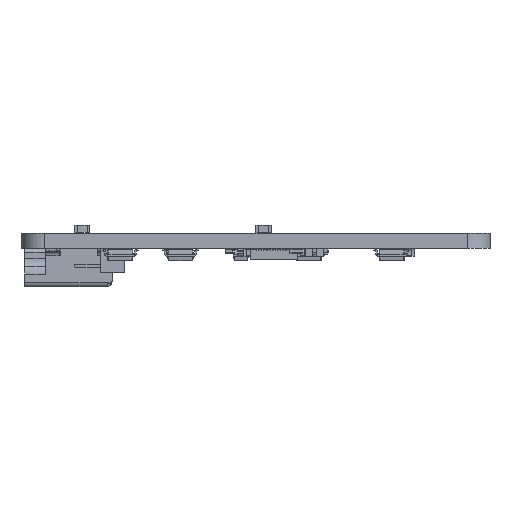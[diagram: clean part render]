
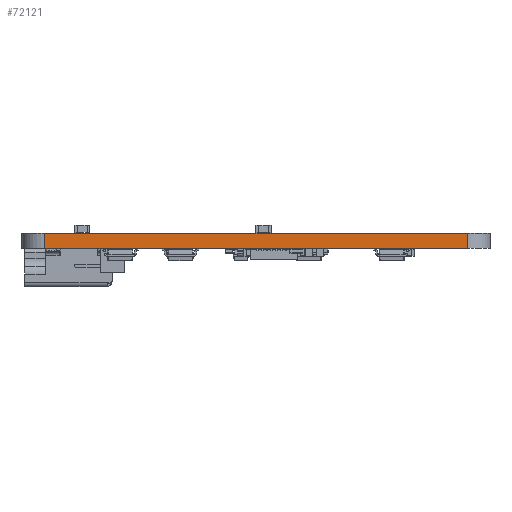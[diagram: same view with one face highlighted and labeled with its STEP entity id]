
A CAD part, left-side view. The second image highlights one B-rep face of the part: STEP entity #72121.
In plain terms, the highlighted planar face has unit normal (-1, 0, 0).
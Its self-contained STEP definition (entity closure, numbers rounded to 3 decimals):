
#69397 = PLANE('',#69398);
#69398 = AXIS2_PLACEMENT_3D('',#69399,#69400,#69401);
#69399 = CARTESIAN_POINT('',(134.017,-99.727,1.6));
#69400 = DIRECTION('',(0.,0.,1.));
#69401 = DIRECTION('',(1.,0.,-0.));
#69452 = PLANE('',#69453);
#69453 = AXIS2_PLACEMENT_3D('',#69454,#69455,#69456);
#69454 = CARTESIAN_POINT('',(134.017,-99.727,0.));
#69455 = DIRECTION('',(0.,0.,1.));
#69456 = DIRECTION('',(1.,0.,-0.));
#69583 = CYLINDRICAL_SURFACE('',#69584,2.381);
#69584 = AXIS2_PLACEMENT_3D('',#69585,#69586,#69587);
#69585 = CARTESIAN_POINT('',(102.267,-77.502,0.));
#69586 = DIRECTION('',(-0.,-0.,-1.));
#69587 = DIRECTION('',(1.,0.,-0.));
#69622 = VERTEX_POINT('',#69623);
#69623 = CARTESIAN_POINT('',(99.886,-77.502,0.));
#69645 = EDGE_CURVE('',#69622,#69646,#69648,.T.);
#69646 = VERTEX_POINT('',#69647);
#69647 = CARTESIAN_POINT('',(99.886,-121.952,0.));
#69648 = SURFACE_CURVE('',#69649,(#69653,#69660),.PCURVE_S1.);
#69649 = LINE('',#69650,#69651);
#69650 = CARTESIAN_POINT('',(99.886,-77.502,0.));
#69651 = VECTOR('',#69652,1.);
#69652 = DIRECTION('',(0.,-1.,0.));
#69653 = PCURVE('',#69452,#69654);
#69654 = DEFINITIONAL_REPRESENTATION('',(#69655),#69659);
#69655 = LINE('',#69656,#69657);
#69656 = CARTESIAN_POINT('',(-34.131,22.225));
#69657 = VECTOR('',#69658,1.);
#69658 = DIRECTION('',(0.,-1.));
#69659 = ( GEOMETRIC_REPRESENTATION_CONTEXT(2) 
PARAMETRIC_REPRESENTATION_CONTEXT() REPRESENTATION_CONTEXT('2D SPACE',''
  ) );
#69660 = PCURVE('',#69661,#69666);
#69661 = PLANE('',#69662);
#69662 = AXIS2_PLACEMENT_3D('',#69663,#69664,#69665);
#69663 = CARTESIAN_POINT('',(99.886,-77.502,0.));
#69664 = DIRECTION('',(1.,0.,0.));
#69665 = DIRECTION('',(0.,-1.,0.));
#69666 = DEFINITIONAL_REPRESENTATION('',(#69667),#69671);
#69667 = LINE('',#69668,#69669);
#69668 = CARTESIAN_POINT('',(0.,0.));
#69669 = VECTOR('',#69670,1.);
#69670 = DIRECTION('',(1.,0.));
#69671 = ( GEOMETRIC_REPRESENTATION_CONTEXT(2) 
PARAMETRIC_REPRESENTATION_CONTEXT() REPRESENTATION_CONTEXT('2D SPACE',''
  ) );
#69690 = CYLINDRICAL_SURFACE('',#69691,2.381);
#69691 = AXIS2_PLACEMENT_3D('',#69692,#69693,#69694);
#69692 = CARTESIAN_POINT('',(102.267,-121.952,0.));
#69693 = DIRECTION('',(-0.,-0.,-1.));
#69694 = DIRECTION('',(1.,0.,-0.));
#70937 = VERTEX_POINT('',#70938);
#70938 = CARTESIAN_POINT('',(99.886,-77.502,1.6));
#70960 = EDGE_CURVE('',#70937,#70961,#70963,.T.);
#70961 = VERTEX_POINT('',#70962);
#70962 = CARTESIAN_POINT('',(99.886,-121.952,1.6));
#70963 = SURFACE_CURVE('',#70964,(#70968,#70975),.PCURVE_S1.);
#70964 = LINE('',#70965,#70966);
#70965 = CARTESIAN_POINT('',(99.886,-77.502,1.6));
#70966 = VECTOR('',#70967,1.);
#70967 = DIRECTION('',(0.,-1.,0.));
#70968 = PCURVE('',#69397,#70969);
#70969 = DEFINITIONAL_REPRESENTATION('',(#70970),#70974);
#70970 = LINE('',#70971,#70972);
#70971 = CARTESIAN_POINT('',(-34.131,22.225));
#70972 = VECTOR('',#70973,1.);
#70973 = DIRECTION('',(0.,-1.));
#70974 = ( GEOMETRIC_REPRESENTATION_CONTEXT(2) 
PARAMETRIC_REPRESENTATION_CONTEXT() REPRESENTATION_CONTEXT('2D SPACE',''
  ) );
#70975 = PCURVE('',#69661,#70976);
#70976 = DEFINITIONAL_REPRESENTATION('',(#70977),#70981);
#70977 = LINE('',#70978,#70979);
#70978 = CARTESIAN_POINT('',(0.,-1.6));
#70979 = VECTOR('',#70980,1.);
#70980 = DIRECTION('',(1.,0.));
#70981 = ( GEOMETRIC_REPRESENTATION_CONTEXT(2) 
PARAMETRIC_REPRESENTATION_CONTEXT() REPRESENTATION_CONTEXT('2D SPACE',''
  ) );
#72073 = EDGE_CURVE('',#69622,#70937,#72074,.T.);
#72074 = SURFACE_CURVE('',#72075,(#72079,#72086),.PCURVE_S1.);
#72075 = LINE('',#72076,#72077);
#72076 = CARTESIAN_POINT('',(99.886,-77.502,0.));
#72077 = VECTOR('',#72078,1.);
#72078 = DIRECTION('',(0.,0.,1.));
#72079 = PCURVE('',#69583,#72080);
#72080 = DEFINITIONAL_REPRESENTATION('',(#72081),#72085);
#72081 = LINE('',#72082,#72083);
#72082 = CARTESIAN_POINT('',(-3.142,0.));
#72083 = VECTOR('',#72084,1.);
#72084 = DIRECTION('',(-0.,-1.));
#72085 = ( GEOMETRIC_REPRESENTATION_CONTEXT(2) 
PARAMETRIC_REPRESENTATION_CONTEXT() REPRESENTATION_CONTEXT('2D SPACE',''
  ) );
#72086 = PCURVE('',#69661,#72087);
#72087 = DEFINITIONAL_REPRESENTATION('',(#72088),#72092);
#72088 = LINE('',#72089,#72090);
#72089 = CARTESIAN_POINT('',(0.,0.));
#72090 = VECTOR('',#72091,1.);
#72091 = DIRECTION('',(0.,-1.));
#72092 = ( GEOMETRIC_REPRESENTATION_CONTEXT(2) 
PARAMETRIC_REPRESENTATION_CONTEXT() REPRESENTATION_CONTEXT('2D SPACE',''
  ) );
#72121 = ADVANCED_FACE('',(#72122),#69661,.F.);
#72122 = FACE_BOUND('',#72123,.F.);
#72123 = EDGE_LOOP('',(#72124,#72125,#72126,#72147));
#72124 = ORIENTED_EDGE('',*,*,#72073,.T.);
#72125 = ORIENTED_EDGE('',*,*,#70960,.T.);
#72126 = ORIENTED_EDGE('',*,*,#72127,.F.);
#72127 = EDGE_CURVE('',#69646,#70961,#72128,.T.);
#72128 = SURFACE_CURVE('',#72129,(#72133,#72140),.PCURVE_S1.);
#72129 = LINE('',#72130,#72131);
#72130 = CARTESIAN_POINT('',(99.886,-121.952,0.));
#72131 = VECTOR('',#72132,1.);
#72132 = DIRECTION('',(0.,0.,1.));
#72133 = PCURVE('',#69661,#72134);
#72134 = DEFINITIONAL_REPRESENTATION('',(#72135),#72139);
#72135 = LINE('',#72136,#72137);
#72136 = CARTESIAN_POINT('',(44.45,0.));
#72137 = VECTOR('',#72138,1.);
#72138 = DIRECTION('',(0.,-1.));
#72139 = ( GEOMETRIC_REPRESENTATION_CONTEXT(2) 
PARAMETRIC_REPRESENTATION_CONTEXT() REPRESENTATION_CONTEXT('2D SPACE',''
  ) );
#72140 = PCURVE('',#69690,#72141);
#72141 = DEFINITIONAL_REPRESENTATION('',(#72142),#72146);
#72142 = LINE('',#72143,#72144);
#72143 = CARTESIAN_POINT('',(-3.142,0.));
#72144 = VECTOR('',#72145,1.);
#72145 = DIRECTION('',(-0.,-1.));
#72146 = ( GEOMETRIC_REPRESENTATION_CONTEXT(2) 
PARAMETRIC_REPRESENTATION_CONTEXT() REPRESENTATION_CONTEXT('2D SPACE',''
  ) );
#72147 = ORIENTED_EDGE('',*,*,#69645,.F.);
